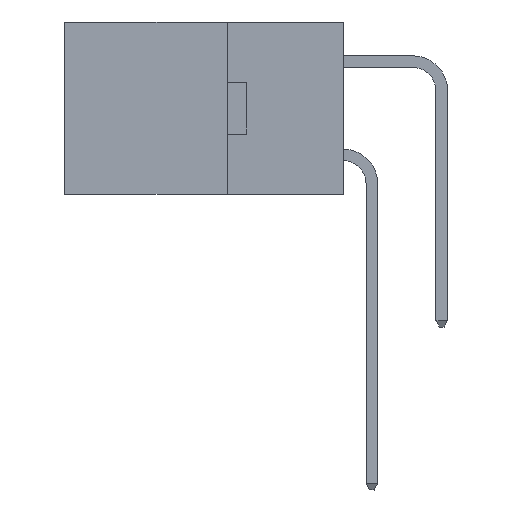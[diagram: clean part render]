
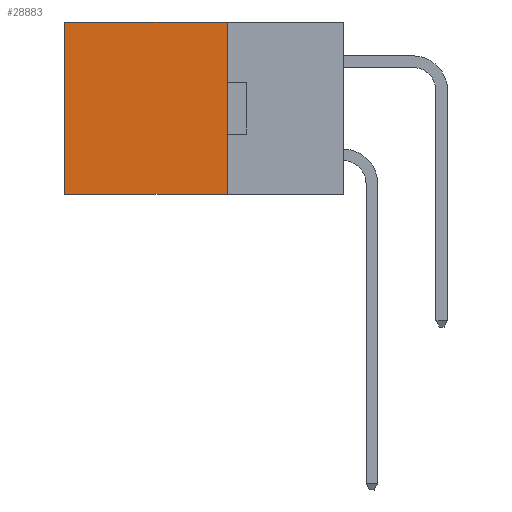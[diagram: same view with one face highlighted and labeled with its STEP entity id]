
A CAD part, left-side view. The second image highlights one B-rep face of the part: STEP entity #28883.
In plain terms, the highlighted planar face has unit normal (-1, 0, 0).
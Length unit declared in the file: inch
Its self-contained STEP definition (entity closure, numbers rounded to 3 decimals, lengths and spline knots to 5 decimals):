
#211 = CARTESIAN_POINT ( 'NONE',  ( 0.2615, 0.25, -0.37 ) ) ;
#1295 = DIRECTION ( 'NONE',  ( 0., 0., -1. ) ) ;
#3601 = DIRECTION ( 'NONE',  ( 0., 1., 0. ) ) ;
#4463 = FACE_OUTER_BOUND ( 'NONE', #26692, .T. ) ;
#5878 = CARTESIAN_POINT ( 'NONE',  ( 0.2615, 0.6, 0. ) ) ;
#6096 = DIRECTION ( 'NONE',  ( 0., 0., -1. ) ) ;
#6357 = DIRECTION ( 'NONE',  ( 0., 1., 0. ) ) ;
#6517 = CARTESIAN_POINT ( 'NONE',  ( 0.2615, 0.6, -0.37 ) ) ;
#7332 = VERTEX_POINT ( 'NONE', #5878 ) ;
#7841 = VECTOR ( 'NONE', #6357, 39.37008 ) ;
#7970 = VERTEX_POINT ( 'NONE', #26891 ) ;
#10034 = CARTESIAN_POINT ( 'NONE',  ( 0.2615, 0.25, 0. ) ) ;
#10277 = AXIS2_PLACEMENT_3D ( 'NONE', #11470, #20722, #16084 ) ;
#10986 = LINE ( 'NONE', #211, #7841 ) ;
#11470 = CARTESIAN_POINT ( 'NONE',  ( 0.2615, 0.25, -0.37 ) ) ;
#12861 = EDGE_CURVE ( 'NONE', #7970, #27747, #24471, .T. ) ;
#13322 = VECTOR ( 'NONE', #6096, 39.37008 ) ;
#13411 = EDGE_CURVE ( 'NONE', #7332, #26872, #24142, .T. ) ;
#14035 = ORIENTED_EDGE ( 'NONE', *, *, #13411, .T. ) ;
#16084 = DIRECTION ( 'NONE',  ( 0., 0., -1. ) ) ;
#20722 = DIRECTION ( 'NONE',  ( 1., 0., 0. ) ) ;
#21160 = CARTESIAN_POINT ( 'NONE',  ( 0.2615, 0.25, -0.37 ) ) ;
#21607 = CARTESIAN_POINT ( 'NONE',  ( 0.2615, 0.6, -0.37 ) ) ;
#22023 = VECTOR ( 'NONE', #3601, 39.37008 ) ;
#22826 = PLANE ( 'NONE',  #10277 ) ;
#23041 = ORIENTED_EDGE ( 'NONE', *, *, #12861, .F. ) ;
#23136 = EDGE_CURVE ( 'NONE', #7970, #7332, #26309, .T. ) ;
#24142 = LINE ( 'NONE', #21607, #25305 ) ;
#24471 = LINE ( 'NONE', #26411, #13322 ) ;
#24663 = ORIENTED_EDGE ( 'NONE', *, *, #23136, .T. ) ;
#25305 = VECTOR ( 'NONE', #1295, 39.37008 ) ;
#26309 = LINE ( 'NONE', #10034, #22023 ) ;
#26411 = CARTESIAN_POINT ( 'NONE',  ( 0.2615, 0.25, -0.37 ) ) ;
#26692 = EDGE_LOOP ( 'NONE', ( #14035, #29059, #23041, #24663 ) ) ;
#26872 = VERTEX_POINT ( 'NONE', #6517 ) ;
#26891 = CARTESIAN_POINT ( 'NONE',  ( 0.2615, 0.25, 0. ) ) ;
#27747 = VERTEX_POINT ( 'NONE', #21160 ) ;
#28163 = EDGE_CURVE ( 'NONE', #27747, #26872, #10986, .T. ) ;
#28883 = ADVANCED_FACE ( 'NONE', ( #4463 ), #22826, .F. ) ;
#29059 = ORIENTED_EDGE ( 'NONE', *, *, #28163, .F. ) ;
